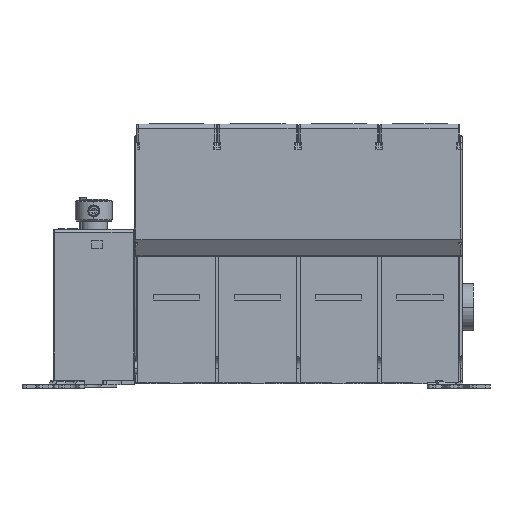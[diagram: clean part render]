
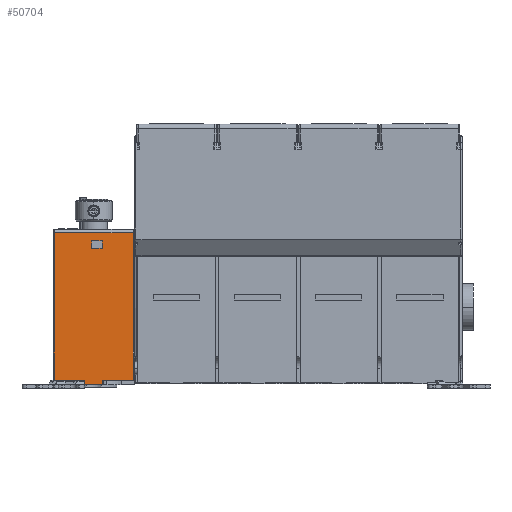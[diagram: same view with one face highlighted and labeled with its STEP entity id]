
A CAD part, left-side view. The second image highlights one B-rep face of the part: STEP entity #50704.
In plain terms, the highlighted planar face has unit normal (-1, 0, 0).
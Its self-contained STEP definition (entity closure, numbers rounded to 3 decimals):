
#334=DIRECTION('',(0.,-1.,0.));
#335=VECTOR('',#334,7.9);
#336=CARTESIAN_POINT('',(-50.,3.95,1.));
#337=LINE('',#336,#335);
#1426=DIRECTION('',(0.,0.,1.));
#1427=VECTOR('',#1426,63.6);
#1428=CARTESIAN_POINT('',(-50.,-17.,3.));
#1429=LINE('',#1428,#1427);
#1458=DIRECTION('',(0.,-1.,0.));
#1459=VECTOR('',#1458,13.05);
#1460=CARTESIAN_POINT('',(-50.,-3.95,3.));
#1461=LINE('',#1460,#1459);
#1510=DIRECTION('',(0.,0.,1.));
#1511=VECTOR('',#1510,2.);
#1512=CARTESIAN_POINT('',(-50.,-3.95,1.));
#1513=LINE('',#1512,#1511);
#1522=DIRECTION('',(0.,-1.,0.));
#1523=VECTOR('',#1522,0.453);
#1524=CARTESIAN_POINT('',(-50.,8.144,3.));
#1525=LINE('',#1524,#1523);
#1526=DIRECTION('',(0.,-1.,0.));
#1527=VECTOR('',#1526,4.4);
#1528=CARTESIAN_POINT('',(-50.,0.85,
59.8));
#1529=LINE('',#1528,#1527);
#1543=DIRECTION('',(0.,-1.,0.));
#1544=VECTOR('',#1543,8.856);
#1545=CARTESIAN_POINT('',(-50.,17.,3.));
#1546=LINE('',#1545,#1544);
#2003=DIRECTION('',(0.,-1.,0.));
#2004=VECTOR('',#2003,3.741);
#2005=CARTESIAN_POINT('',(-50.,7.691,3.));
#2006=LINE('',#2005,#2004);
#2214=DIRECTION('',(0.,0.,-1.));
#2215=VECTOR('',#2214,2.);
#2216=CARTESIAN_POINT('',(-50.,3.95,3.));
#2217=LINE('',#2216,#2215);
#3696=DIRECTION('',(0.,1.,0.));
#3697=VECTOR('',#3696,34.);
#3698=CARTESIAN_POINT('',(-50.,-17.,
66.6));
#3699=LINE('',#3698,#3697);
#3727=DIRECTION('',(0.,0.,-1.));
#3728=VECTOR('',#3727,63.6);
#3729=CARTESIAN_POINT('',(-50.,17.,66.6));
#3730=LINE('',#3729,#3728);
#10799=DIRECTION('',(0.,0.,-1.));
#10800=VECTOR('',#10799,3.3);
#10801=CARTESIAN_POINT('',(-50.,-3.55,
63.1));
#10802=LINE('',#10801,#10800);
#10803=DIRECTION('',(0.,0.,1.));
#10804=VECTOR('',#10803,3.3);
#10805=CARTESIAN_POINT('',(-50.,0.85,
59.8));
#10806=LINE('',#10805,#10804);
#10819=DIRECTION('',(0.,-1.,0.));
#10820=VECTOR('',#10819,4.4);
#10821=CARTESIAN_POINT('',(-50.,0.85,
63.1));
#10822=LINE('',#10821,#10820);
#39527=CARTESIAN_POINT('',(-50.,3.95,1.));
#39528=VERTEX_POINT('',#39527);
#39529=CARTESIAN_POINT('',(-50.,-3.95,1.));
#39530=VERTEX_POINT('',#39529);
#40598=CARTESIAN_POINT('',(-50.,-17.,3.));
#40599=VERTEX_POINT('',#40598);
#40616=CARTESIAN_POINT('',(-50.,-3.95,3.));
#40617=VERTEX_POINT('',#40616);
#40618=CARTESIAN_POINT('',(-50.,3.95,3.));
#40619=VERTEX_POINT('',#40618);
#40679=CARTESIAN_POINT('',(-50.,17.,3.));
#40681=VERTEX_POINT('',#40679);
#42293=CARTESIAN_POINT('',(-50.,0.85,
63.1));
#42294=CARTESIAN_POINT('',(-50.,-3.55,
63.1));
#42295=VERTEX_POINT('',#42293);
#42296=VERTEX_POINT('',#42294);
#42297=CARTESIAN_POINT('',(-50.,-17.,
66.6));
#42298=CARTESIAN_POINT('',(-50.,17.,66.6));
#42299=VERTEX_POINT('',#42297);
#42300=VERTEX_POINT('',#42298);
#42699=CARTESIAN_POINT('',(-50.,-3.55,
59.8));
#42701=VERTEX_POINT('',#42699);
#42703=CARTESIAN_POINT('',(-50.,0.85,
59.8));
#42705=VERTEX_POINT('',#42703);
#48098=CARTESIAN_POINT('',(-50.,7.691,3.));
#48100=VERTEX_POINT('',#48098);
#48115=CARTESIAN_POINT('',(-50.,8.144,3.));
#48117=VERTEX_POINT('',#48115);
#50671=CARTESIAN_POINT('',(-50.,0.,17.75));
#50672=DIRECTION('',(1.,0.,0.));
#50673=DIRECTION('',(0.,0.,1.));
#50674=AXIS2_PLACEMENT_3D('',#50671,#50672,#50673);
#50675=PLANE('',#50674);
#50677=ORIENTED_EDGE('',*,*,#50676,.F.);
#50679=ORIENTED_EDGE('',*,*,#50678,.F.);
#50681=ORIENTED_EDGE('',*,*,#50680,.F.);
#50682=ORIENTED_EDGE('',*,*,#50440,.F.);
#50683=ORIENTED_EDGE('',*,*,#50479,.F.);
#50684=ORIENTED_EDGE('',*,*,#50657,.F.);
#50685=ORIENTED_EDGE('',*,*,#49077,.F.);
#50687=ORIENTED_EDGE('',*,*,#50686,.F.);
#50689=ORIENTED_EDGE('',*,*,#50688,.F.);
#50691=ORIENTED_EDGE('',*,*,#50690,.F.);
#50692=EDGE_LOOP('',(#50677,#50679,#50681,#50682,#50683,#50684,#50685,#50687,
#50689,#50691));
#50693=FACE_OUTER_BOUND('',#50692,.F.);
#50695=ORIENTED_EDGE('',*,*,#50694,.T.);
#50697=ORIENTED_EDGE('',*,*,#50696,.F.);
#50699=ORIENTED_EDGE('',*,*,#50698,.F.);
#50701=ORIENTED_EDGE('',*,*,#50700,.F.);
#50702=EDGE_LOOP('',(#50695,#50697,#50699,#50701));
#50703=FACE_BOUND('',#50702,.F.);
#49077=EDGE_CURVE('',#39528,#39530,#337,.T.);
#50440=EDGE_CURVE('',#40599,#42299,#1429,.T.);
#50479=EDGE_CURVE('',#40617,#40599,#1461,.T.);
#50657=EDGE_CURVE('',#39530,#40617,#1513,.T.);
#50676=EDGE_CURVE('',#40681,#48117,#1546,.T.);
#50678=EDGE_CURVE('',#42300,#40681,#3730,.T.);
#50680=EDGE_CURVE('',#42299,#42300,#3699,.T.);
#50686=EDGE_CURVE('',#40619,#39528,#2217,.T.);
#50688=EDGE_CURVE('',#48100,#40619,#2006,.T.);
#50690=EDGE_CURVE('',#48117,#48100,#1525,.T.);
#50694=EDGE_CURVE('',#42705,#42701,#1529,.T.);
#50696=EDGE_CURVE('',#42296,#42701,#10802,.T.);
#50698=EDGE_CURVE('',#42295,#42296,#10822,.T.);
#50700=EDGE_CURVE('',#42705,#42295,#10806,.T.);
#50704=ADVANCED_FACE('',(#50693,#50703),#50675,.F.);
